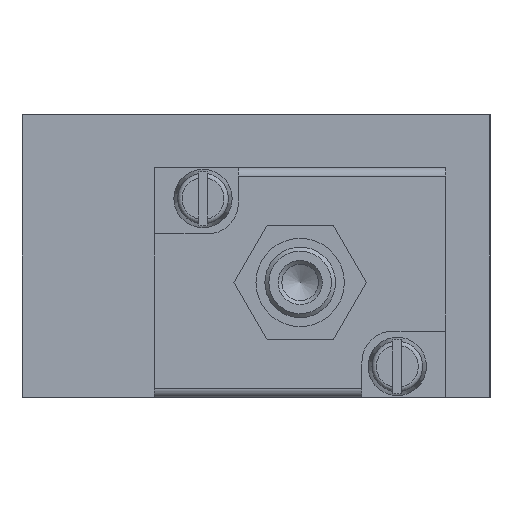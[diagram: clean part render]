
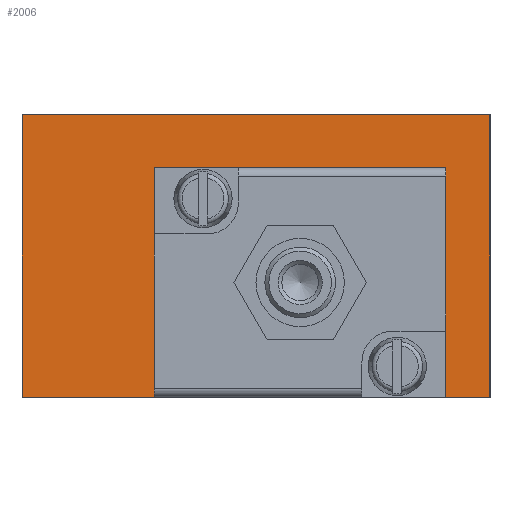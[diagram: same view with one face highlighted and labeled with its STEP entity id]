
A CAD part, left-side view. The second image highlights one B-rep face of the part: STEP entity #2006.
In plain terms, the highlighted planar face has unit normal (-1, 0, 0).
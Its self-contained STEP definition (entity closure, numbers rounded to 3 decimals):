
#485=ORIENTED_EDGE('',*,*,#886,.F.);
#486=ORIENTED_EDGE('',*,*,#887,.F.);
#487=ORIENTED_EDGE('',*,*,#888,.T.);
#488=ORIENTED_EDGE('',*,*,#889,.T.);
#489=ORIENTED_EDGE('',*,*,#873,.T.);
#490=ORIENTED_EDGE('',*,*,#872,.F.);
#491=ORIENTED_EDGE('',*,*,#869,.F.);
#492=ORIENTED_EDGE('',*,*,#867,.T.);
#867=EDGE_CURVE('',#1102,#1101,#1240,.T.);
#869=EDGE_CURVE('',#1102,#1103,#1242,.T.);
#872=EDGE_CURVE('',#1103,#1104,#1245,.T.);
#873=EDGE_CURVE('',#1101,#1104,#1246,.T.);
#886=EDGE_CURVE('',#1115,#1114,#1256,.T.);
#887=EDGE_CURVE('',#1116,#1115,#1257,.T.);
#888=EDGE_CURVE('',#1116,#1117,#1258,.T.);
#889=EDGE_CURVE('',#1117,#1114,#1259,.T.);
#1101=VERTEX_POINT('',#3284);
#1102=VERTEX_POINT('',#3286);
#1103=VERTEX_POINT('',#3290);
#1104=VERTEX_POINT('',#3294);
#1114=VERTEX_POINT('',#3321);
#1115=VERTEX_POINT('',#3323);
#1116=VERTEX_POINT('',#3327);
#1117=VERTEX_POINT('',#3329);
#1240=LINE('',#3285,#1394);
#1242=LINE('',#3289,#1396);
#1245=LINE('',#3295,#1399);
#1246=LINE('',#3297,#1400);
#1256=LINE('',#3324,#1410);
#1257=LINE('',#3326,#1411);
#1258=LINE('',#3328,#1412);
#1259=LINE('',#3330,#1413);
#1394=VECTOR('',#2643,1000.);
#1396=VECTOR('',#2647,1000.);
#1399=VECTOR('',#2652,1000.);
#1400=VECTOR('',#2655,1000.);
#1410=VECTOR('',#2677,1000.);
#1411=VECTOR('',#2680,1000.);
#1412=VECTOR('',#2681,1000.);
#1413=VECTOR('',#2682,1000.);
#1613=EDGE_LOOP('',(#485,#486,#487,#488));
#1614=EDGE_LOOP('',(#489,#490,#491,#492));
#1803=FACE_BOUND('',#1613,.T.);
#1804=FACE_BOUND('',#1614,.T.);
#1895=PLANE('',#2214);
#2006=ADVANCED_FACE('',(#1803,#1804),#1895,.F.);
#2214=AXIS2_PLACEMENT_3D('',#3325,#2678,#2679);
#2643=DIRECTION('',(0.,-1.,0.));
#2647=DIRECTION('',(0.,0.,1.));
#2652=DIRECTION('',(0.,-1.,0.));
#2655=DIRECTION('',(0.,0.,1.));
#2677=DIRECTION('',(0.,-1.,0.));
#2678=DIRECTION('',(1.,0.,0.));
#2679=DIRECTION('',(0.,0.,-1.));
#2680=DIRECTION('',(0.,0.,-1.));
#2681=DIRECTION('',(0.,-1.,0.));
#2682=DIRECTION('',(0.,0.,-1.));
#3284=CARTESIAN_POINT('',(-53.5,0.,-16.));
#3285=CARTESIAN_POINT('',(-53.5,53.,-16.));
#3286=CARTESIAN_POINT('',(-53.5,53.,-16.));
#3289=CARTESIAN_POINT('',(-53.5,53.,-16.));
#3290=CARTESIAN_POINT('',(-53.5,53.,16.));
#3294=CARTESIAN_POINT('',(-53.5,0.,16.));
#3295=CARTESIAN_POINT('',(-53.5,53.,16.));
#3297=CARTESIAN_POINT('',(-53.5,0.,-16.));
#3321=CARTESIAN_POINT('',(-53.5,5.,-15.));
#3323=CARTESIAN_POINT('',(-53.5,38.,-15.));
#3324=CARTESIAN_POINT('',(-53.5,38.,-15.));
#3325=CARTESIAN_POINT('',(-53.5,53.,-16.));
#3326=CARTESIAN_POINT('',(-53.5,38.,9.));
#3327=CARTESIAN_POINT('',(-53.5,38.,9.));
#3328=CARTESIAN_POINT('',(-53.5,38.,9.));
#3329=CARTESIAN_POINT('',(-53.5,5.,9.));
#3330=CARTESIAN_POINT('',(-53.5,5.,9.));
